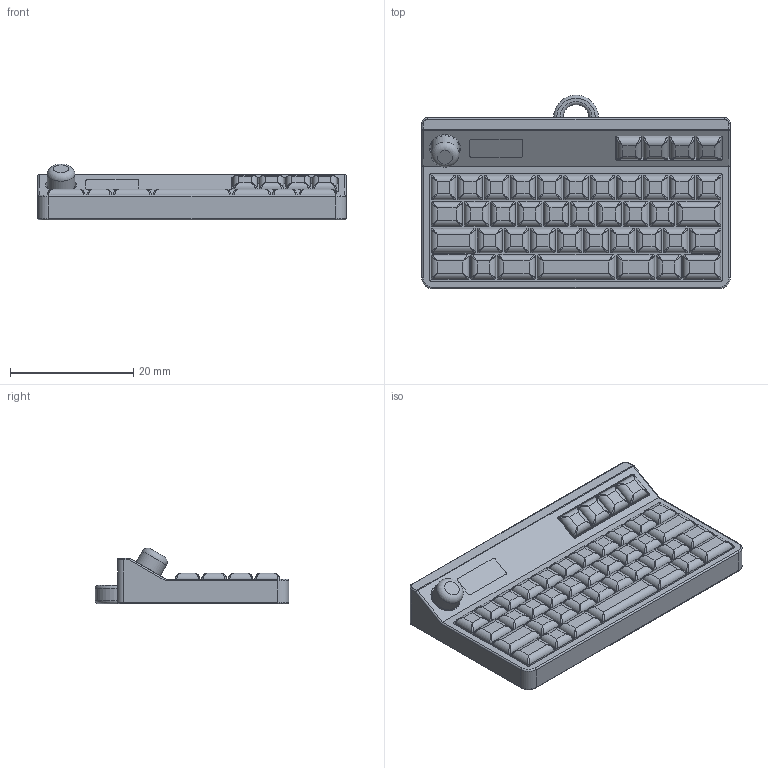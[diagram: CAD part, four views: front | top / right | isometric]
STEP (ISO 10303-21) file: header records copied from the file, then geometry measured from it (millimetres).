
FILE_DESCRIPTION(/* description */ ('STEP AP242','CAx-IF Rec.Pracs.---Representation and Presentation of Product Manufacturing Information (PMI)---4.0---2014-10-13','CAx-IF Rec.Pracs.---3D Tessellated Geometry---0.4---2014-09-14','2;1'),/* implementation_level */ '2;1');
FILE_NAME(/* name */ '68bb99a8400efb601dc53a2a',/* time_stamp */ '2025-09-06T02:17:13Z',/* author */ (''),/* organization */ (''),/* preprocessor_version */ 'ST-DEVELOPER v20',/* originating_system */ 'ONSHAPE BY PTC INC, 1.203',/* authorisation */ ' ');
FILE_SCHEMA (('AP242_MANAGED_MODEL_BASED_3D_ENGINEERING_MIM_LF { 1 0 10303 442 1 1 4 }'));
Length unit declared in the file: metre
Products named in the file (45): Part 29; Part 1; Part 28; Part 2; Part 27; Part 3; Part 26; Part 4; Part 44; Part 25; Part 5; Part 24; Part 39; Part 6; Part 23; Part 40; Part 41; Part 22; Part 7; Part 42; Part 45; Part 21; Part 8; Part 31; Part 38; Part 20; Part 9; Part 30; Part 37; Part 16; Part 19; Part 10; Part 32; Part 36; Part 14; Part 18; Part 11; Part 35; Part 15; Part 17 ...
Bounding box: 50 x 31.39 x 9.04 mm (x, y, z)
Volume: 7000.6 mm3; surface area: 7594.8 mm2
Topology: 45 solids, 45 shells, 882 faces, 1994 edges, 1039 vertices
Faces by surface type: cylinder 390, plane 309, bspline 168, torus 13, sphere 2
Full cylindrical faces by diameter (mm): 4.515 x2, 5.015 x1
Entity records: 26202 total; most frequent: CARTESIAN_POINT 6642, DIRECTION 4143, ORIENTED_EDGE 3640, EDGE_CURVE 1820, AXIS2_PLACEMENT_3D 1564, VERTEX_POINT 1039, LINE 1015, VECTOR 1015
